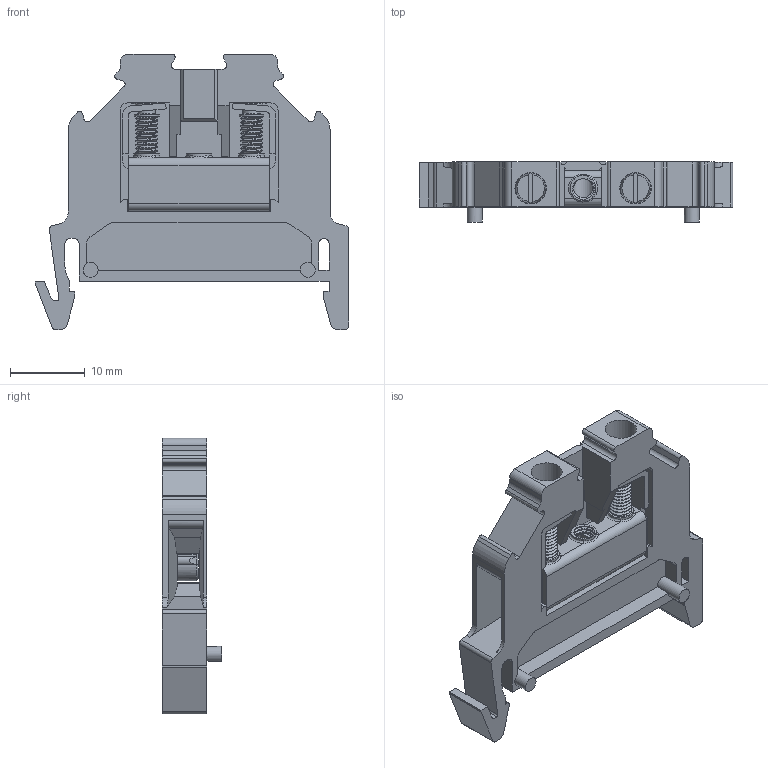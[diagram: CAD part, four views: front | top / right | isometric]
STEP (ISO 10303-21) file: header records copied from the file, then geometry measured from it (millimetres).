
FILE_DESCRIPTION(/* description */ (''),/* implementation_level */ '2;1');
FILE_NAME(/* name */ 'IK5_ipt.stp',/* time_stamp */ '2017-04-03T11:31:56+02:00',/* author */ ('ahoffmann'),/* organization */ (''),/* preprocessor_version */ 'ST-DEVELOPER v16.1',/* originating_system */ 'Autodesk Inventor 2016',/* authorisation */ '');
FILE_SCHEMA (('AUTOMOTIVE_DESIGN { 1 0 10303 214 3 1 1 }'));
Length unit declared in the file: millimetre
Products named in the file (1): IK5_ipt
Bounding box: 41.9 x 8 x 36.8 mm (x, y, z)
Volume: 3495.4 mm3; surface area: 5880.3 mm2
Topology: 1 solids, 1 shells, 482 faces, 1407 edges, 904 vertices
Faces by surface type: plane 278, cylinder 144, bspline 24, torus 19, cone 9, sphere 8
Full cylindrical faces by diameter (mm): 2 x4, 2.15 x2, 2.3 x4, 3 x2, 3.3 x2, 3.4 x3, 4.2 x2
Entity records: 20781 total; most frequent: CARTESIAN_POINT 8203, ORIENTED_EDGE 2712, DIRECTION 2513, EDGE_CURVE 1354, VERTEX_POINT 887, LINE 867, VECTOR 867, AXIS2_PLACEMENT_3D 823
